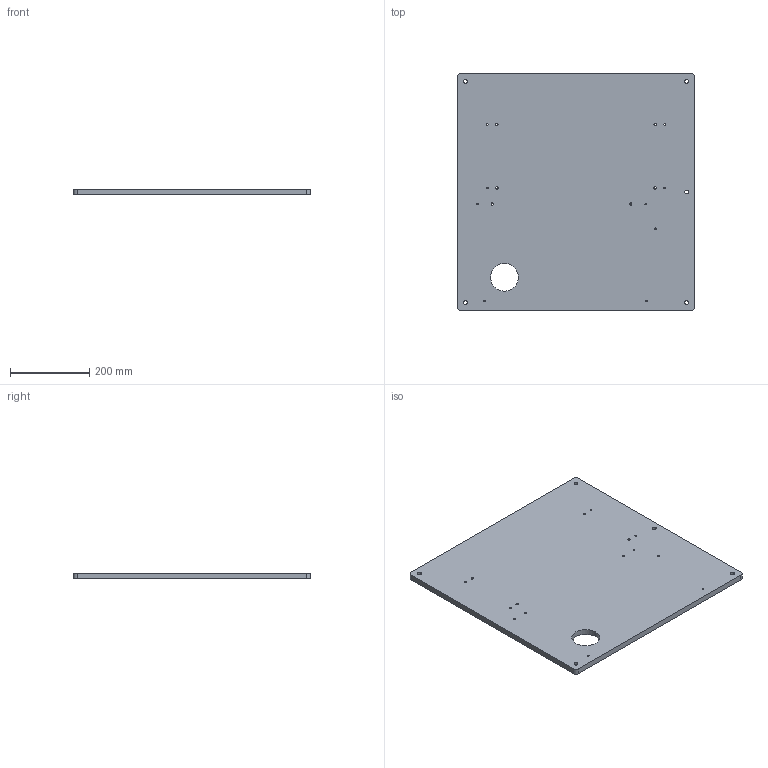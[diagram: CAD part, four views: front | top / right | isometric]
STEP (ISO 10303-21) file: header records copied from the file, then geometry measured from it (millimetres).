
FILE_DESCRIPTION (( 'STEP AP203' ), '1' );
FILE_NAME ('W0003510-01-bottom plate.STEP', '2024-05-27T12:23:17', ( '' ), ( '' ), 'SwSTEP 2.0', 'SolidWorks 2024', '' );
FILE_SCHEMA (( 'CONFIG_CONTROL_DESIGN' ));
Length unit declared in the file: millimetre
Products named in the file (1): W0003510-01-bottom plate
Bounding box: 599 x 599 x 15 mm (x, y, z)
Volume: 5312695.1 mm3; surface area: 753174.4 mm2
Topology: 1 solids, 1 shells, 52 faces, 150 edges, 100 vertices
Faces by surface type: cylinder 46, plane 6
Entity records: 1925 total; most frequent: DIRECTION 348, CARTESIAN_POINT 303, ORIENTED_EDGE 300, EDGE_CURVE 150, AXIS2_PLACEMENT_3D 145, VERTEX_POINT 100, EDGE_LOOP 94, CIRCLE 92
